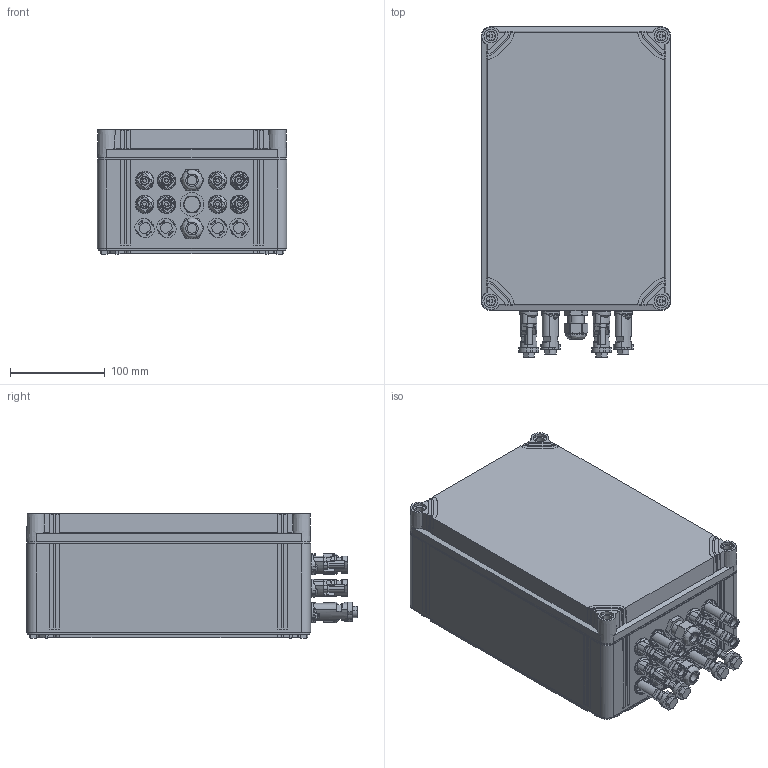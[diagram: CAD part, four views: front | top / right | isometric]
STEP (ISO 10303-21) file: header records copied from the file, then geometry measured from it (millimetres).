
FILE_DESCRIPTION(('CATIA V5 STEP Exchange','CAx-IF Rec.Pracs.--- Model Styling and Organization---1.5--- 2016-08-15','CAx-IF Rec.Pracs.---Supplemental Geometry---1.0---2011-11-01','CAx-IF Rec.Pracs.--- Composite Materials ---1.1---2010-07-15'),'2;1');
FILE_NAME ('D1574548_1', '2025-11-06T10:51:43+00:00', ('none'), ('Weidmueller'), 'CATIA Version 5-6 Release 2024 SP4', 'CATIA V5 STEP AP214 v3', 'none');
FILE_SCHEMA(('AUTOMOTIVE_DESIGN { 1 0 10303 214 1 1 1 1 }'));
Products named in the file (1): S3D_PVN_DC_2I_1O_2MPP_RD_WM4_11
Bounding box: 200 x 349.45 x 132 mm (x, y, z)
Volume: 7717421.8 mm3; surface area: 308281.4 mm2
Topology: 1 solids, 1 shells, 1736 faces, 5314 edges, 3678 vertices
Faces by surface type: plane 1004, cylinder 498, cone 148, extrusion 48, sphere 18, revolution 12, torus 4, bspline 4
Entity records: 60657 total; most frequent: CARTESIAN_POINT 17161, ORIENTED_EDGE 10624, DIRECTION 6173, EDGE_CURVE 5312, VERTEX_POINT 3678, VECTOR 2750, LINE 2702, AXIS2_PLACEMENT_3D 2372
